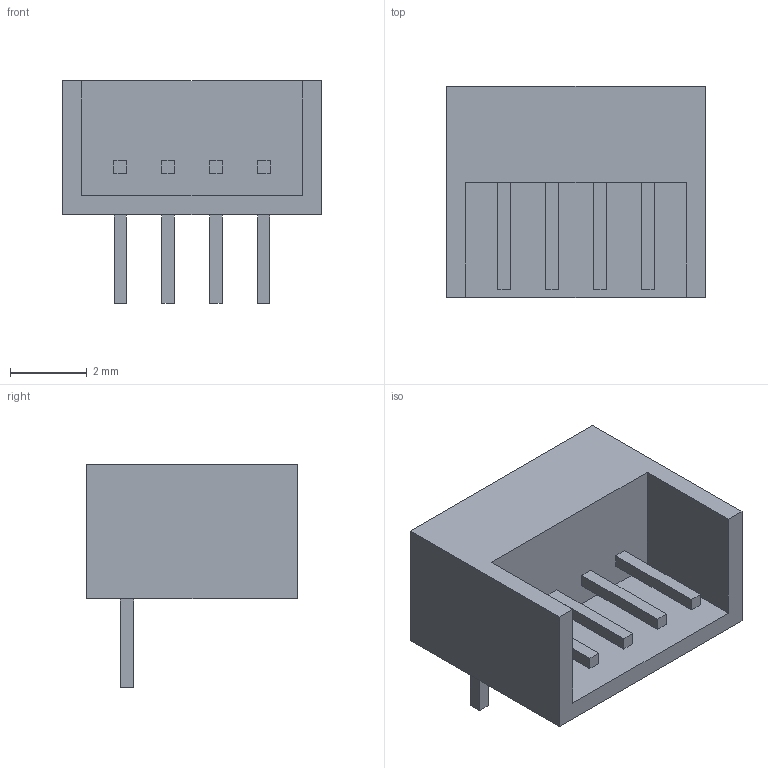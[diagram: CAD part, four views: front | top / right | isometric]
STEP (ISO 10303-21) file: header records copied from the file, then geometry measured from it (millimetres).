
FILE_DESCRIPTION (( 'STEP AP214' ), '1' );
FILE_NAME ('530480410 header 1x4.STEP', '2022-01-12T09:55:27', ( '' ), ( '' ), 'SwSTEP 2.0', 'SolidWorks 2019', '' );
FILE_SCHEMA (( 'AUTOMOTIVE_DESIGN' ));
Length unit declared in the file: millimetre
Products named in the file (1): 530480410 header 1x4
Bounding box: 6.75 x 5.5 x 5.8 mm (x, y, z)
Volume: 80.4 mm3; surface area: 205.1 mm2
Topology: 1 solids, 1 shells, 50 faces, 120 edges, 80 vertices
Faces by surface type: plane 50
Entity records: 1898 total; most frequent: CARTESIAN_POINT 251, ORIENTED_EDGE 240, DIRECTION 222, EDGE_CURVE 120, VECTOR 120, LINE 120, VERTEX_POINT 80, EDGE_LOOP 58
